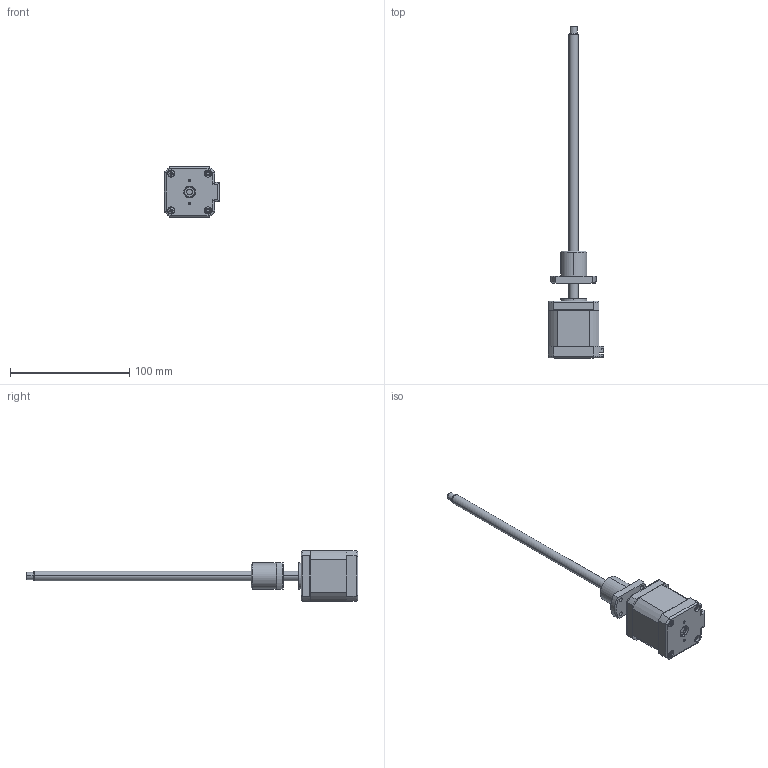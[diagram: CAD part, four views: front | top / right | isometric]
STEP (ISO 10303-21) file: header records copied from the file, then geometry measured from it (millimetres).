
FILE_DESCRIPTION (( 'STEP AP203' ), '1' );
FILE_NAME ('BE176S-B0805-225-BU1-S-200.STEP', '2019-04-11T05:55:10', ( 'Sky123.Org' ), ( 'Sky123.Org' ), 'SwSTEP 2.0', 'SolidWorks 2014', '' );
FILE_SCHEMA (( 'CONFIG_CONTROL_DESIGN' ));
Length unit declared in the file: millimetre
Products named in the file (1): BE176S-B0805-225-BU1-S-200
Bounding box: 46.2 x 278.8 x 42.2 mm (x, y, z)
Surface area: 24521.1 mm2 (no closed solid volume)
Topology: 0 solids, 16 shells, 249 faces, 836 edges, 587 vertices
Faces by surface type: plane 123, cylinder 78, cone 32, torus 12, sphere 4
Entity records: 9516 total; most frequent: CARTESIAN_POINT 2193, DIRECTION 1496, ORIENTED_EDGE 1370, EDGE_CURVE 836, VERTEX_POINT 587, LINE 508, VECTOR 508, AXIS2_PLACEMENT_3D 494
